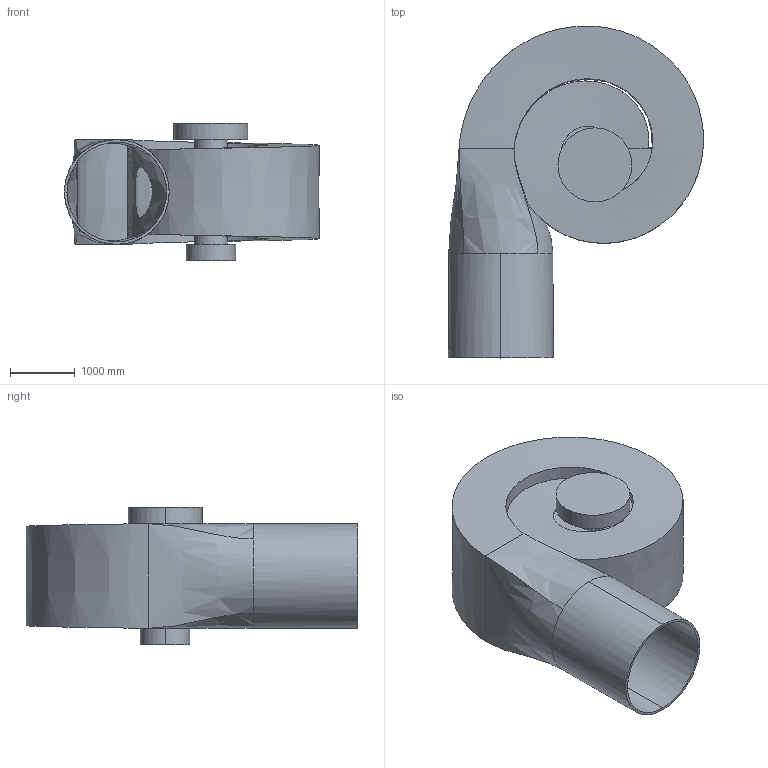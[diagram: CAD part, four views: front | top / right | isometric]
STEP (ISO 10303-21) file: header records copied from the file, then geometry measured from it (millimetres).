
FILE_DESCRIPTION((''),'2;1');
FILE_NAME('AIR_TURBO','2026-01-05T14:44:23',('H576696'),('Honeywell International Inc.'),'CREO PARAMETRIC BY PTC INC, 2023134','CREO PARAMETRIC BY PTC INC, 2023134','');
FILE_SCHEMA(('AUTOMOTIVE_DESIGN { 1 0 10303 214 1 1 1 1 }'));
Length unit declared in the file: inch
Products named in the file (1): AIR_TURBO
Bounding box: 3930.1 x 5111.79 x 2111.76 mm (x, y, z)
Volume: 2630311647.5 mm3; surface area: 123837143.2 mm2
Topology: 1 solids, 1 shells, 53 faces, 134 edges, 90 vertices
Faces by surface type: bspline 19, plane 17, cylinder 16, extrusion 1
Entity records: 5294 total; most frequent: CARTESIAN_POINT 3938, ORIENTED_EDGE 268, DIRECTION 203, EDGE_CURVE 134, COLOUR_RGB 106, VERTEX_POINT 90, AXIS2_PLACEMENT_3D 78, EDGE_LOOP 64
